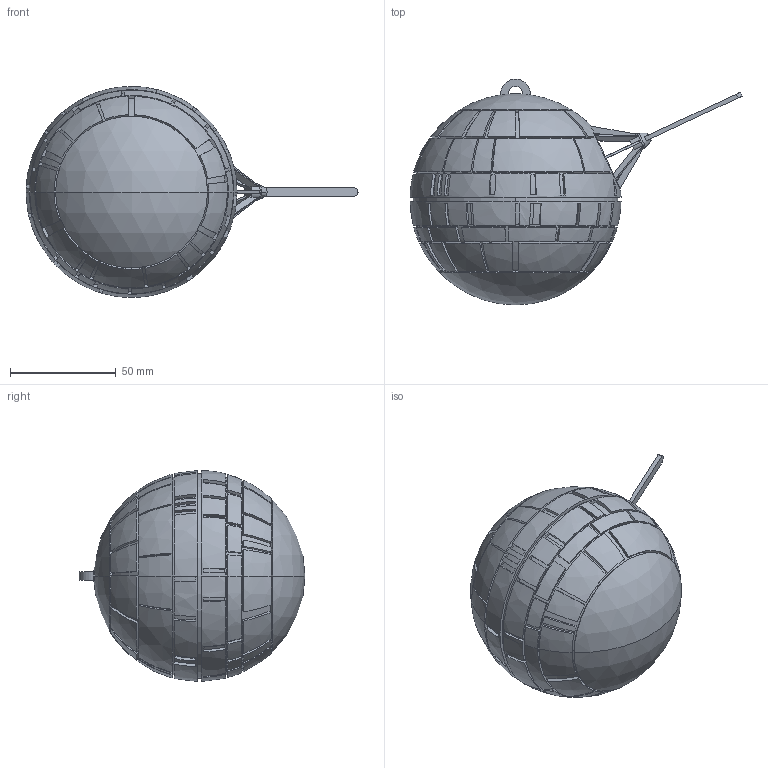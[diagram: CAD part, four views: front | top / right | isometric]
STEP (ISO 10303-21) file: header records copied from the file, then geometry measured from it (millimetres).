
FILE_DESCRIPTION (( 'STEP AP214' ), '1' );
FILE_NAME ('DeathStar I.STP', '2015-03-09T12:23:35', ( '' ), ( '' ), 'SwSTEP 2.0', 'SolidWorks 2012', '' );
FILE_SCHEMA (( 'AUTOMOTIVE_DESIGN' ));
Length unit declared in the file: millimetre
Products named in the file (11): Death Star I - Trench; DeathStar I - Laser; Death Star I - Locating Pin; Death Star I - Laser 3; Death Star I - Bottom; Death Star I - Top - LED; Death Star I - Laser 1; Death Star I - Laser 2; Death Star I - Top; DeathStar I; LED
Assembly tree (18 placements, depth 3):
  DeathStar I
    Death Star I - Top
    Death Star I - Top - LED
    Death Star I - Bottom
    Death Star I - Locating Pin  x2
    Death Star I - Trench
    DeathStar I - Laser
      Death Star I - Laser 2
      Death Star I - Laser 1  x8
      Death Star I - Laser 3
    LED
Bounding box: 157.28 x 107 x 99.98 mm (x, y, z)
Volume: 698882.7 mm3; surface area: 110241 mm2
Topology: 22 solids, 24 shells, 1001 faces, 2587 edges, 1693 vertices
Faces by surface type: plane 487, cone 228, sphere 166, cylinder 96, torus 20, bspline 4
Entity records: 31214 total; most frequent: CARTESIAN_POINT 6362, DIRECTION 5622, ORIENTED_EDGE 4862, EDGE_CURVE 2431, AXIS2_PLACEMENT_3D 2393, VERTEX_POINT 1589, CIRCLE 1441, EDGE_LOOP 1010
